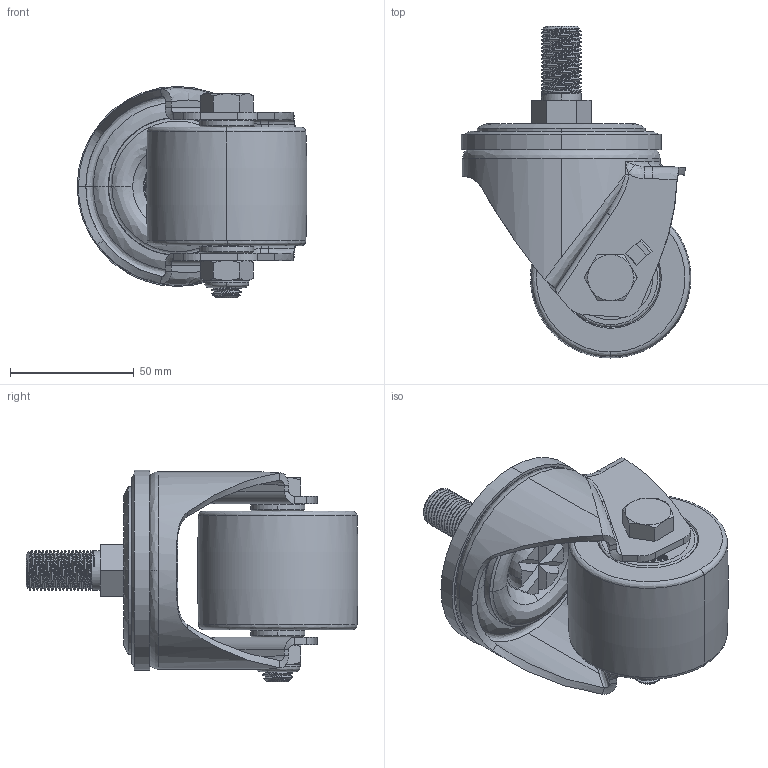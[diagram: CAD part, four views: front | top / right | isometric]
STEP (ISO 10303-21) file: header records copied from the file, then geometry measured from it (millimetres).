
FILE_DESCRIPTION (( 'STEP AP214' ), '1' );
FILE_NAME ('0054899.step', '2022-11-15T13:57:19', ( '' ), ( '' ), 'SwSTEP 2.0', 'SolidWorks 2020', '' );
FILE_SCHEMA (( 'AUTOMOTIVE_DESIGN' ));
Length unit declared in the file: millimetre
Products named in the file (1): 0054899
Bounding box: 92.94 x 134.35 x 85.5 mm (x, y, z)
Volume: 230836.5 mm3; surface area: 88003.6 mm2
Topology: 4 solids, 9 shells, 900 faces, 2413 edges, 1567 vertices
Faces by surface type: plane 524, cylinder 164, bspline 131, cone 77, torus 4
Entity records: 56726 total; most frequent: CARTESIAN_POINT 25368, ORIENTED_EDGE 4826, DIRECTION 3874, EDGE_CURVE 2413, VERTEX_POINT 1567, VECTOR 1514, LINE 1514, AXIS2_PLACEMENT_3D 1180
